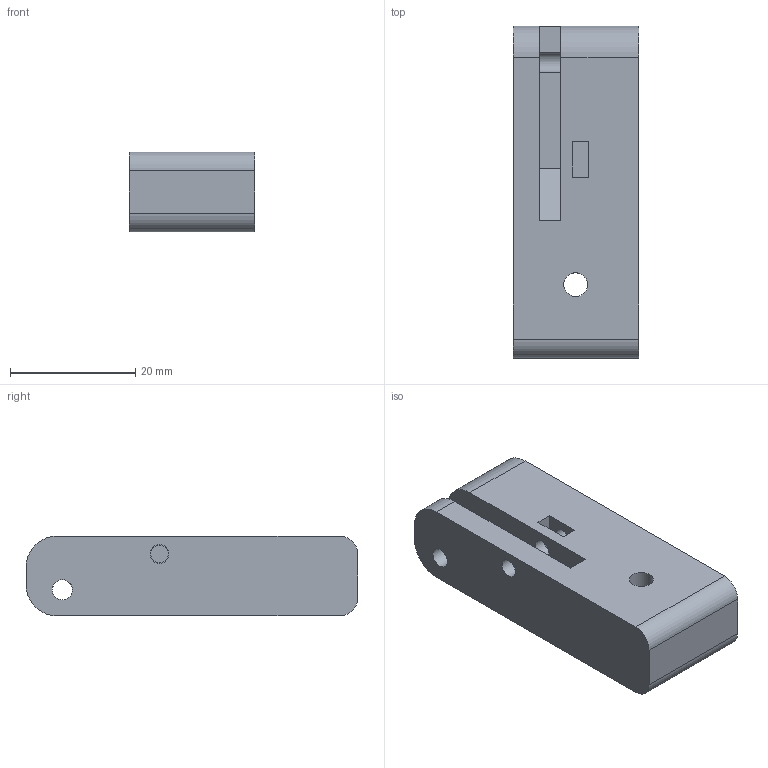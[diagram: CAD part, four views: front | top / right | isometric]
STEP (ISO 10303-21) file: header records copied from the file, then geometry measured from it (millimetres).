
FILE_DESCRIPTION(/* description */ (''),/* implementation_level */ '2;1');
FILE_NAME(/* name */ 'Arm-Left.step',/* time_stamp */ '2025-11-28T14:41:04-08:00',/* author */ (''),/* organization */ (''),/* preprocessor_version */ 'ST-DEVELOPER v20.1',/* originating_system */ 'Autodesk Translation Framework v14.21.0.0',/* authorisation */ '');
FILE_SCHEMA (('AUTOMOTIVE_DESIGN { 1 0 10303 214 3 1 1 }'));
Length unit declared in the file: millimetre
Products named in the file (1): Arm-Left
Bounding box: 20 x 53 x 12.75 mm (x, y, z)
Volume: 11920.7 mm3; surface area: 4725.8 mm2
Topology: 1 solids, 1 shells, 31 faces, 80 edges, 53 vertices
Faces by surface type: plane 19, cylinder 11, cone 1
Full cylindrical faces by diameter (mm): 2.8 x1, 3 x2, 3.2 x1, 3.8 x1, 6.4 x1
Entity records: 1013 total; most frequent: DIRECTION 171, CARTESIAN_POINT 165, ORIENTED_EDGE 160, EDGE_CURVE 80, AXIS2_PLACEMENT_3D 59, LINE 53, VECTOR 53, VERTEX_POINT 53
